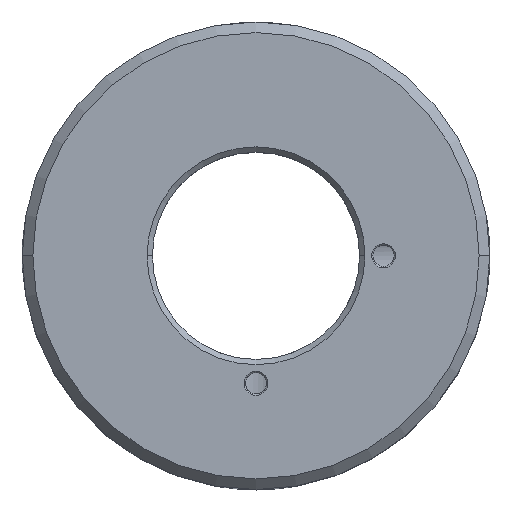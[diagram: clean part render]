
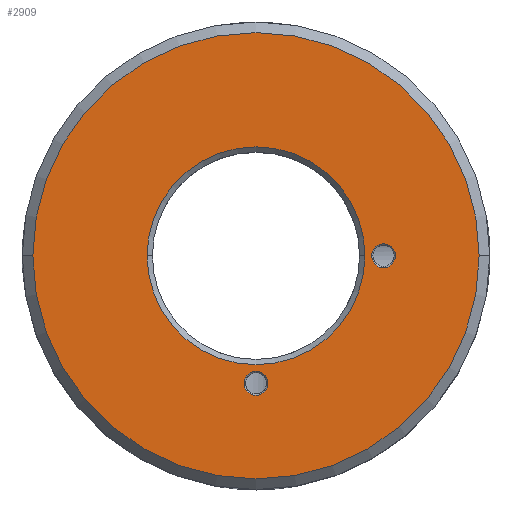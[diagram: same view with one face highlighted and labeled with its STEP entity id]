
A CAD part, top view. The second image highlights one B-rep face of the part: STEP entity #2909.
In plain terms, the highlighted planar face has unit normal (0, 0, 1).
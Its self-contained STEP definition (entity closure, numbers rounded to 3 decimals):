
#839=CARTESIAN_POINT('',(0.,0.,47.));
#840=DIRECTION('',(0.,0.,-1.));
#841=DIRECTION('',(-1.,0.,0.));
#842=AXIS2_PLACEMENT_3D('',#839,#840,#841);
#844=CARTESIAN_POINT('',(0.,0.,47.));
#845=DIRECTION('',(0.,0.,-1.));
#846=DIRECTION('',(1.,0.,0.));
#847=AXIS2_PLACEMENT_3D('',#844,#845,#846);
#849=CARTESIAN_POINT('',(0.,0.,47.));
#850=DIRECTION('',(0.,0.,1.));
#851=DIRECTION('',(1.,0.,0.));
#852=AXIS2_PLACEMENT_3D('',#849,#850,#851);
#854=CARTESIAN_POINT('',(0.,0.,47.));
#855=DIRECTION('',(0.,0.,1.));
#856=DIRECTION('',(-1.,0.,0.));
#857=AXIS2_PLACEMENT_3D('',#854,#855,#856);
#859=CARTESIAN_POINT('',(0.,-24.,47.));
#860=DIRECTION('',(0.,0.,-1.));
#861=DIRECTION('',(-1.,0.,0.));
#862=AXIS2_PLACEMENT_3D('',#859,#860,#861);
#864=CARTESIAN_POINT('',(0.,-24.,47.));
#865=DIRECTION('',(0.,0.,-1.));
#866=DIRECTION('',(1.,0.,0.));
#867=AXIS2_PLACEMENT_3D('',#864,#865,#866);
#869=CARTESIAN_POINT('',(24.,0.,47.));
#870=DIRECTION('',(0.,0.,-1.));
#871=DIRECTION('',(-1.,0.,0.));
#872=AXIS2_PLACEMENT_3D('',#869,#870,#871);
#874=CARTESIAN_POINT('',(24.,0.,47.));
#875=DIRECTION('',(0.,0.,-1.));
#876=DIRECTION('',(1.,0.,0.));
#877=AXIS2_PLACEMENT_3D('',#874,#875,#876);
#1551=CARTESIAN_POINT('',(-20.5,0.,47.));
#1552=CARTESIAN_POINT('',(20.5,0.,47.));
#1553=VERTEX_POINT('',#1551);
#1554=VERTEX_POINT('',#1552);
#1557=CARTESIAN_POINT('',(42.,0.,47.));
#1558=CARTESIAN_POINT('',(-42.,0.,47.));
#1559=VERTEX_POINT('',#1557);
#1560=VERTEX_POINT('',#1558);
#1637=CARTESIAN_POINT('',(-2.25,-24.,47.));
#1638=CARTESIAN_POINT('',(2.25,-24.,47.));
#1639=VERTEX_POINT('',#1637);
#1640=VERTEX_POINT('',#1638);
#1645=CARTESIAN_POINT('',(21.75,0.,47.));
#1646=CARTESIAN_POINT('',(26.25,0.,47.));
#1647=VERTEX_POINT('',#1645);
#1648=VERTEX_POINT('',#1646);
#2881=CARTESIAN_POINT('',(0.,0.,47.));
#2882=DIRECTION('',(0.,0.,1.));
#2883=DIRECTION('',(1.,0.,0.));
#2884=AXIS2_PLACEMENT_3D('',#2881,#2882,#2883);
#2885=PLANE('',#2884);
#2887=ORIENTED_EDGE('',*,*,#2886,.F.);
#2889=ORIENTED_EDGE('',*,*,#2888,.F.);
#2890=EDGE_LOOP('',(#2887,#2889));
#2891=FACE_OUTER_BOUND('',#2890,.F.);
#2892=ORIENTED_EDGE('',*,*,#2871,.F.);
#2894=ORIENTED_EDGE('',*,*,#2893,.F.);
#2895=EDGE_LOOP('',(#2892,#2894));
#2896=FACE_BOUND('',#2895,.F.);
#2898=ORIENTED_EDGE('',*,*,#2897,.F.);
#2900=ORIENTED_EDGE('',*,*,#2899,.F.);
#2901=EDGE_LOOP('',(#2898,#2900));
#2902=FACE_BOUND('',#2901,.F.);
#2904=ORIENTED_EDGE('',*,*,#2903,.F.);
#2906=ORIENTED_EDGE('',*,*,#2905,.F.);
#2907=EDGE_LOOP('',(#2904,#2906));
#2908=FACE_BOUND('',#2907,.F.);
#2909=ADVANCED_FACE('',(#2891,#2896,#2902,#2908),#2885,.T.);
#843=CIRCLE('',#842,20.5);
#848=CIRCLE('',#847,20.5);
#853=CIRCLE('',#852,42.);
#858=CIRCLE('',#857,42.);
#863=CIRCLE('',#862,2.25);
#868=CIRCLE('',#867,2.25);
#873=CIRCLE('',#872,2.25);
#878=CIRCLE('',#877,2.25);
#2871=EDGE_CURVE('',#1553,#1554,#843,.T.);
#2886=EDGE_CURVE('',#1559,#1560,#853,.T.);
#2888=EDGE_CURVE('',#1560,#1559,#858,.T.);
#2893=EDGE_CURVE('',#1554,#1553,#848,.T.);
#2897=EDGE_CURVE('',#1639,#1640,#863,.T.);
#2899=EDGE_CURVE('',#1640,#1639,#868,.T.);
#2903=EDGE_CURVE('',#1647,#1648,#873,.T.);
#2905=EDGE_CURVE('',#1648,#1647,#878,.T.);
